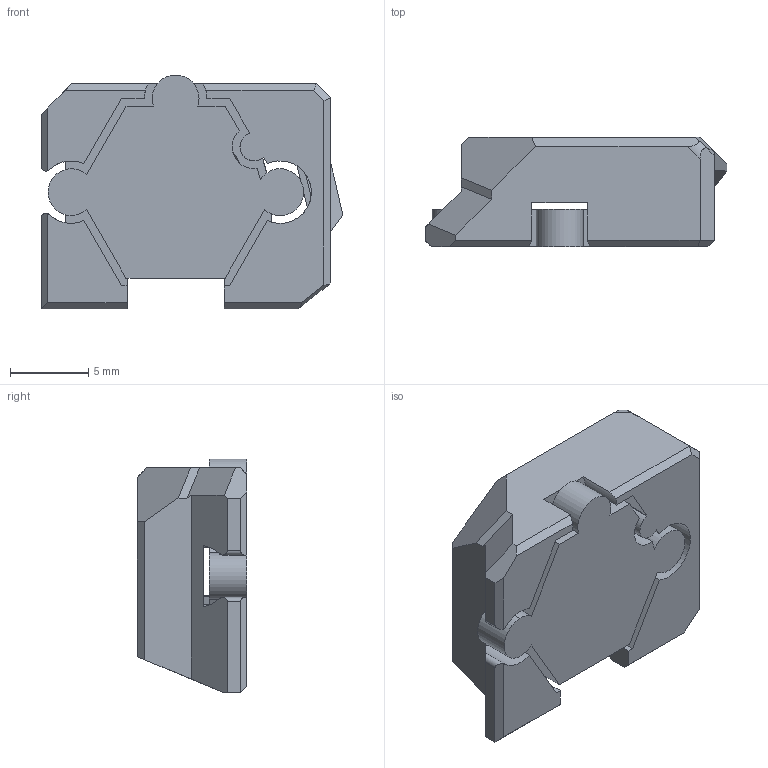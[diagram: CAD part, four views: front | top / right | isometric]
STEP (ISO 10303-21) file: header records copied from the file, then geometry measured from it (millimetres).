
FILE_DESCRIPTION(/* description */ (''),/* implementation_level */ '2;1');
FILE_NAME(/* name */ 'Stealthburner_CW2_Assembly_Stealthburner Assembly - Release v1.step',/* time_stamp */ '2023-10-23T09:17:53+08:00',/* author */ (''),/* organization */ (''),/* preprocessor_version */ 'ST-DEVELOPER v20',/* originating_system */ 'Autodesk Translation Framework v12.14.0.127',/* authorisation */ '');
FILE_SCHEMA (('AUTOMOTIVE_DESIGN { 1 0 10303 214 3 1 1 }'));
Length unit declared in the file: millimetre
Products named in the file (3): Stealthburner_CW2_Assembly_Stealthburner Assembly - Release; RB_Barf_diffuser; led_carrier (1)
Assembly tree (2 placements, depth 3):
  Stealthburner_CW2_Assembly_Stealthburner Assembly - Release
    RB_Barf_diffuser
      led_carrier (1)
Bounding box: 19.3 x 7.01 x 14.98 mm (x, y, z)
Volume: 976.8 mm3; surface area: 1285.4 mm2
Topology: 2 solids, 2 shells, 115 faces, 336 edges, 222 vertices
Faces by surface type: plane 87, cylinder 25, bspline 2, cone 1
Entity records: 3928 total; most frequent: CARTESIAN_POINT 743, ORIENTED_EDGE 672, DIRECTION 637, EDGE_CURVE 336, LINE 257, VECTOR 257, VERTEX_POINT 222, AXIS2_PLACEMENT_3D 190
